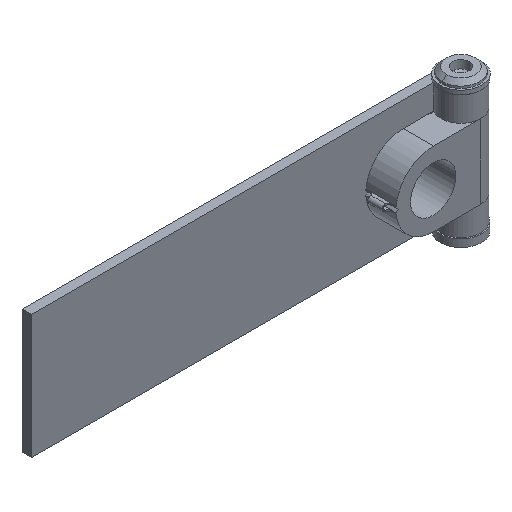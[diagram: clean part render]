
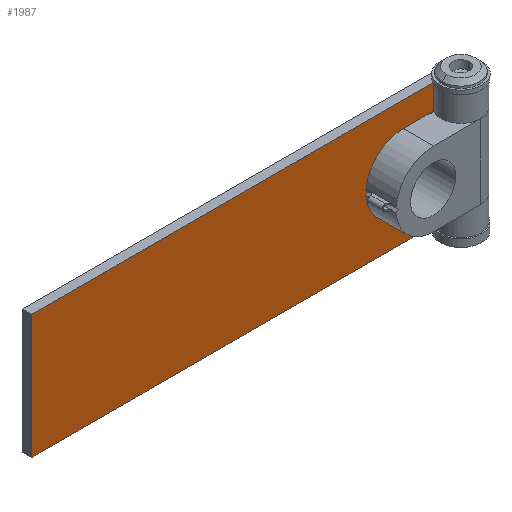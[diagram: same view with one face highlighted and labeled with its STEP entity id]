
A CAD part, isometric view. The second image highlights one B-rep face of the part: STEP entity #1987.
In plain terms, the highlighted planar face has unit normal (0, -1, 0).
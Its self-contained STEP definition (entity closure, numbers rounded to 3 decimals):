
#29 = EDGE_LOOP ( 'NONE', ( #2437, #2438, #2439, #2425, #2421, #2420, #2422, #2424, #2418, #2419, #2417 ) ) ;
#118 = VERTEX_POINT ( 'NONE', #2474 ) ;
#121 = VERTEX_POINT ( 'NONE', #2477 ) ;
#125 = VERTEX_POINT ( 'NONE', #2481 ) ;
#155 = VERTEX_POINT ( 'NONE', #2511 ) ;
#458 = EDGE_CURVE ( 'NONE', #155, #1733, #2051, .T. ) ;
#459 = EDGE_CURVE ( 'NONE', #121, #155, #2700, .T. ) ;
#460 = EDGE_CURVE ( 'NONE', #1520, #121, #2703, .T. ) ;
#461 = EDGE_CURVE ( 'NONE', #3556, #1800, #2706, .T. ) ;
#462 = EDGE_CURVE ( 'NONE', #1808, #118, #2709, .T. ) ;
#463 = EDGE_CURVE ( 'NONE', #125, #1803, #2712, .T. ) ;
#466 = EDGE_CURVE ( 'NONE', #125, #3556, #2721, .T. ) ;
#467 = EDGE_CURVE ( 'NONE', #118, #1669, #2724, .T. ) ;
#473 = EDGE_CURVE ( 'NONE', #1733, #1808, #2054, .T. ) ;
#514 = EDGE_CURVE ( 'NONE', #1520, #1800, #2871, .T. ) ;
#655 = CARTESIAN_POINT ( 'NONE',  ( -101.5, 2.5, -15. ) ) ;
#1520 = VERTEX_POINT ( 'NONE', #3024 ) ;
#1669 = VERTEX_POINT ( 'NONE', #3030 ) ;
#1733 = VERTEX_POINT ( 'NONE', #3034 ) ;
#1800 = VERTEX_POINT ( 'NONE', #3050 ) ;
#1803 = VERTEX_POINT ( 'NONE', #3052 ) ;
#1808 = VERTEX_POINT ( 'NONE', #3057 ) ;
#1964 = EDGE_CURVE ( 'NONE', #1803, #1669, #3374, .T. ) ;
#1987 = ADVANCED_FACE ( 'NONE', ( #3598 ), #3448, .F. ) ;
#2051 = CIRCLE ( 'NONE', #2177, 7.3 ) ;
#2054 = CIRCLE ( 'NONE', #2187, 7.3 ) ;
#2140 = VECTOR ( 'NONE', #2873, 1000. ) ;
#2177 = AXIS2_PLACEMENT_3D ( 'NONE', #2684, #2697, #2698 ) ;
#2181 = VECTOR ( 'NONE', #2714, 1000. ) ;
#2187 = AXIS2_PLACEMENT_3D ( 'NONE', #2744, #2745, #2746 ) ;
#2199 = VECTOR ( 'NONE', #2708, 1000. ) ;
#2200 = VECTOR ( 'NONE', #2711, 1000. ) ;
#2203 = VECTOR ( 'NONE', #2723, 1000. ) ;
#2235 = VECTOR ( 'NONE', #2705, 1000. ) ;
#2247 = VECTOR ( 'NONE', #2726, 1000. ) ;
#2252 = VECTOR ( 'NONE', #2702, 1000. ) ;
#2417 = ORIENTED_EDGE ( 'NONE', *, *, #473, .T. ) ;
#2418 = ORIENTED_EDGE ( 'NONE', *, *, #459, .T. ) ;
#2419 = ORIENTED_EDGE ( 'NONE', *, *, #458, .T. ) ;
#2420 = ORIENTED_EDGE ( 'NONE', *, *, #461, .T. ) ;
#2421 = ORIENTED_EDGE ( 'NONE', *, *, #466, .T. ) ;
#2422 = ORIENTED_EDGE ( 'NONE', *, *, #514, .F. ) ;
#2424 = ORIENTED_EDGE ( 'NONE', *, *, #460, .T. ) ;
#2425 = ORIENTED_EDGE ( 'NONE', *, *, #463, .F. ) ;
#2437 = ORIENTED_EDGE ( 'NONE', *, *, #462, .T. ) ;
#2438 = ORIENTED_EDGE ( 'NONE', *, *, #467, .T. ) ;
#2439 = ORIENTED_EDGE ( 'NONE', *, *, #1964, .F. ) ;
#2474 = CARTESIAN_POINT ( 'NONE',  ( -4.3, 2.5, 9. ) ) ;
#2477 = CARTESIAN_POINT ( 'NONE',  ( -4.3, 2.5, -9. ) ) ;
#2481 = CARTESIAN_POINT ( 'NONE',  ( -101.5, 2.5, 15. ) ) ;
#2511 = CARTESIAN_POINT ( 'NONE',  ( -13.023, 2.5, -7.139 ) ) ;
#2684 = CARTESIAN_POINT ( 'NONE',  ( -11.5, 2.5, 0. ) ) ;
#2697 = DIRECTION ( 'NONE',  ( 0., 1., 0. ) ) ;
#2698 = DIRECTION ( 'NONE',  ( 0., 0., 1. ) ) ;
#2700 = LINE ( 'NONE', #2701, #2252 ) ;
#2701 = CARTESIAN_POINT ( 'NONE',  ( -102.167, 2.5, 11.875 ) ) ;
#2702 = DIRECTION ( 'NONE',  ( -0.978, 0., 0.209 ) ) ;
#2703 = LINE ( 'NONE', #2704, #2235 ) ;
#2704 = CARTESIAN_POINT ( 'NONE',  ( -101.5, 2.5, -9. ) ) ;
#2705 = DIRECTION ( 'NONE',  ( -1., 0., 0. ) ) ;
#2706 = LINE ( 'NONE', #2707, #2199 ) ;
#2707 = CARTESIAN_POINT ( 'NONE',  ( -101.5, 2.5, -15. ) ) ;
#2708 = DIRECTION ( 'NONE',  ( 1., 0., 0. ) ) ;
#2709 = LINE ( 'NONE', #2710, #2200 ) ;
#2710 = CARTESIAN_POINT ( 'NONE',  ( -96.046, 2.5, -10.57 ) ) ;
#2711 = DIRECTION ( 'NONE',  ( 0.978, 0., 0.209 ) ) ;
#2712 = LINE ( 'NONE', #2713, #2181 ) ;
#2713 = CARTESIAN_POINT ( 'NONE',  ( -101.5, 2.5, 15. ) ) ;
#2714 = DIRECTION ( 'NONE',  ( 1., 0., 0. ) ) ;
#2721 = LINE ( 'NONE', #2722, #2203 ) ;
#2722 = CARTESIAN_POINT ( 'NONE',  ( -101.5, 2.5, 15. ) ) ;
#2723 = DIRECTION ( 'NONE',  ( 0., 0., -1. ) ) ;
#2724 = LINE ( 'NONE', #2725, #2247 ) ;
#2725 = CARTESIAN_POINT ( 'NONE',  ( -101.5, 2.5, 9. ) ) ;
#2726 = DIRECTION ( 'NONE',  ( 1., 0., 0. ) ) ;
#2744 = CARTESIAN_POINT ( 'NONE',  ( -11.5, 2.5, 0. ) ) ;
#2745 = DIRECTION ( 'NONE',  ( 0., 1., 0. ) ) ;
#2746 = DIRECTION ( 'NONE',  ( 0., 0., 1. ) ) ;
#2871 = LINE ( 'NONE', #2872, #2140 ) ;
#2872 = CARTESIAN_POINT ( 'NONE',  ( 0., 2.5, 15. ) ) ;
#2873 = DIRECTION ( 'NONE',  ( 0., 0., -1. ) ) ;
#3024 = CARTESIAN_POINT ( 'NONE',  ( 0., 2.5, -9. ) ) ;
#3030 = CARTESIAN_POINT ( 'NONE',  ( 0., 2.5, 9. ) ) ;
#3034 = CARTESIAN_POINT ( 'NONE',  ( -18.8, 2.5, 0. ) ) ;
#3050 = CARTESIAN_POINT ( 'NONE',  ( 0., 2.5, -15. ) ) ;
#3052 = CARTESIAN_POINT ( 'NONE',  ( 0., 2.5, 15. ) ) ;
#3057 = CARTESIAN_POINT ( 'NONE',  ( -13.023, 2.5, 7.139 ) ) ;
#3374 = LINE ( 'NONE', #3375, #3605 ) ;
#3375 = CARTESIAN_POINT ( 'NONE',  ( 0., 2.5, 15. ) ) ;
#3376 = DIRECTION ( 'NONE',  ( 0., 0., -1. ) ) ;
#3448 = PLANE ( 'NONE',  #3607 ) ;
#3449 = CARTESIAN_POINT ( 'NONE',  ( -101.5, 2.5, 15. ) ) ;
#3450 = DIRECTION ( 'NONE',  ( 0., 1., 0. ) ) ;
#3451 = DIRECTION ( 'NONE',  ( 0., 0., 1. ) ) ;
#3556 = VERTEX_POINT ( 'NONE', #655 ) ;
#3598 = FACE_OUTER_BOUND ( 'NONE', #29, .T. ) ;
#3605 = VECTOR ( 'NONE', #3376, 1000. ) ;
#3607 = AXIS2_PLACEMENT_3D ( 'NONE', #3449, #3450, #3451 ) ;
